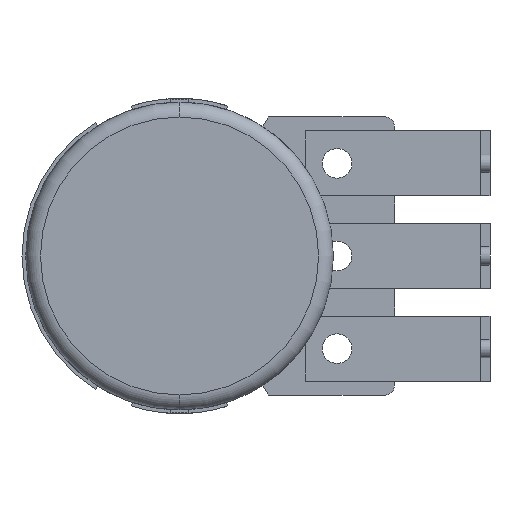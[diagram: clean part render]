
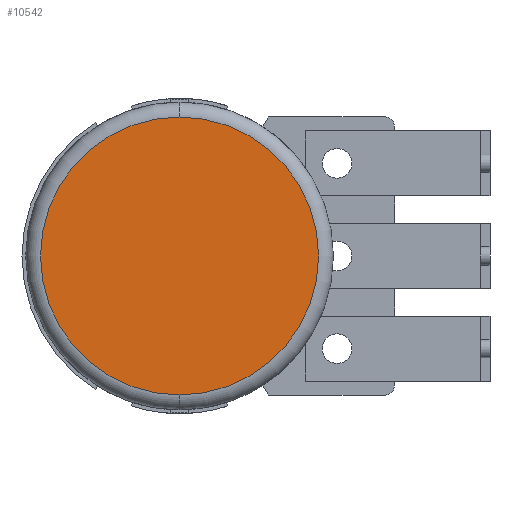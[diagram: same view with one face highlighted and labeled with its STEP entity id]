
A CAD part, left-side view. The second image highlights one B-rep face of the part: STEP entity #10542.
In plain terms, the highlighted planar face has unit normal (-1, 0, 0).
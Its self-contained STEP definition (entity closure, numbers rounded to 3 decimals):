
#3824=CARTESIAN_POINT('',(-9.1,0.,0.));
#3825=DIRECTION('',(1.,0.,0.));
#3826=DIRECTION('',(0.,0.,-1.));
#3827=AXIS2_PLACEMENT_3D('',#3824,#3825,#3826);
#3829=CARTESIAN_POINT('',(-9.1,0.,0.));
#3830=DIRECTION('',(1.,0.,0.));
#3831=DIRECTION('',(0.,0.,1.));
#3832=AXIS2_PLACEMENT_3D('',#3829,#3830,#3831);
#5715=CARTESIAN_POINT('',(-9.1,0.,7.5));
#5716=VERTEX_POINT('',#5715);
#5717=CARTESIAN_POINT('',(-9.1,0.,-7.5));
#5718=VERTEX_POINT('',#5717);
#10533=CARTESIAN_POINT('',(-9.1,0.,0.));
#10534=DIRECTION('',(1.,0.,0.));
#10535=DIRECTION('',(0.,0.,-1.));
#10536=AXIS2_PLACEMENT_3D('',#10533,#10534,#10535);
#10537=PLANE('',#10536);
#10538=ORIENTED_EDGE('',*,*,#10512,.T.);
#10539=ORIENTED_EDGE('',*,*,#10528,.T.);
#10540=EDGE_LOOP('',(#10538,#10539));
#10541=FACE_OUTER_BOUND('',#10540,.F.);
#10542=ADVANCED_FACE('',(#10541),#10537,.F.);
#3828=CIRCLE('',#3827,7.5);
#3833=CIRCLE('',#3832,7.5);
#10512=EDGE_CURVE('',#5718,#5716,#3828,.T.);
#10528=EDGE_CURVE('',#5716,#5718,#3833,.T.);
